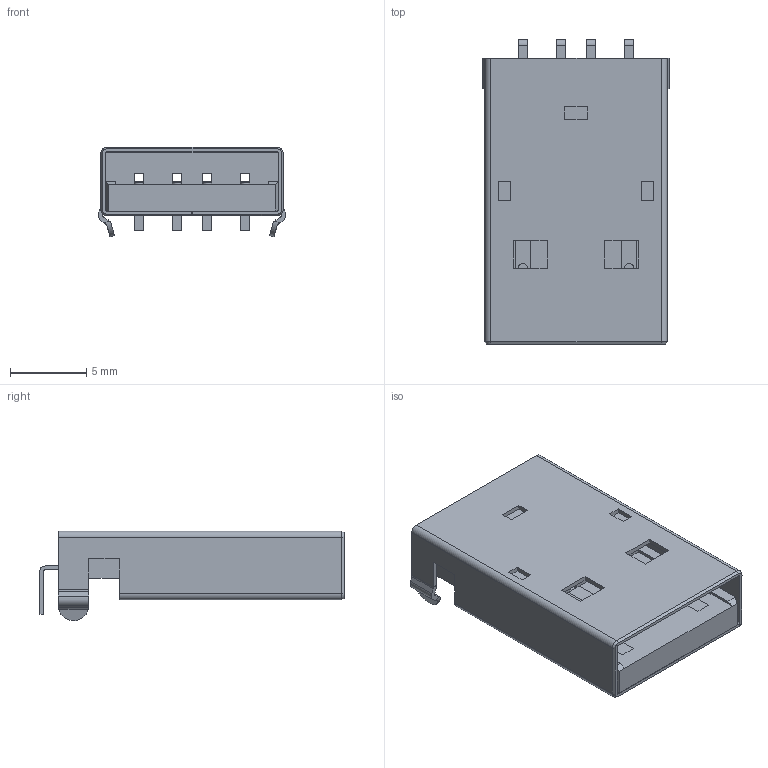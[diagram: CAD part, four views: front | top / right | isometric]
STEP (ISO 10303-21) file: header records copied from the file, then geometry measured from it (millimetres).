
FILE_DESCRIPTION((''),'2;1');
FILE_NAME('MOLEX_48037-0001.stp','2014-08-28T09:11:18',(''),(''),'Mechanical Desktop 2011','Mechanical Desktop 2011',', , ');
FILE_SCHEMA(('AUTOMOTIVE_DESIGN { 1 2 10303 214 1 1 1 1 }'));
Length unit declared in the file: millimetre
Products named in the file (1): Product
Bounding box: 12.35 x 20.02 x 5.88 mm (x, y, z)
Volume: 704.1 mm3; surface area: 2007.9 mm2
Topology: 19 solids, 19 shells, 327 faces, 845 edges, 558 vertices
Faces by surface type: plane 213, cylinder 60, bspline 46, cone 8
Entity records: 10111 total; most frequent: CARTESIAN_POINT 2037, ORIENTED_EDGE 1690, DIRECTION 1537, EDGE_CURVE 845, VECTOR 701, LINE 701, VERTEX_POINT 558, AXIS2_PLACEMENT_3D 418
